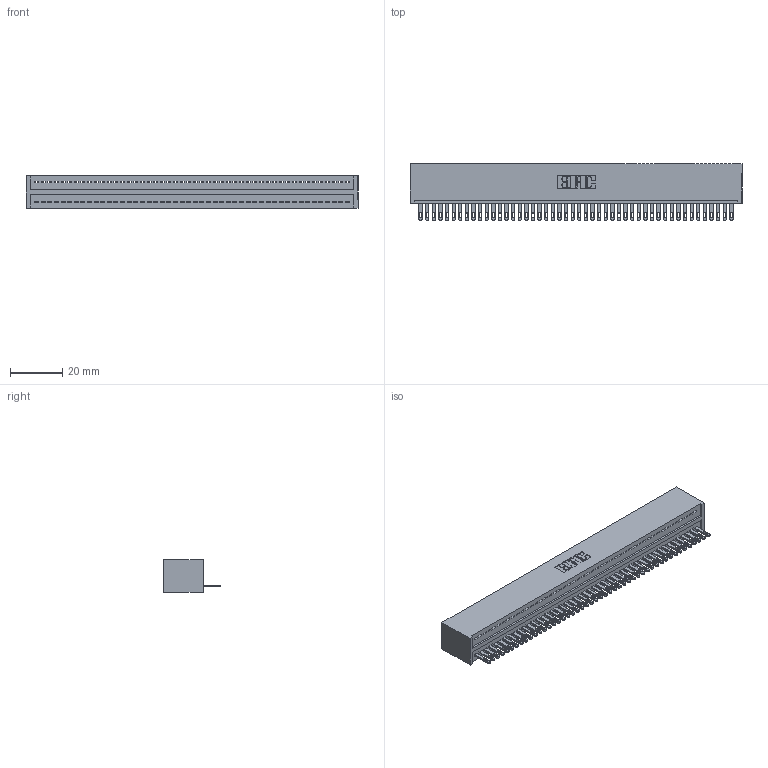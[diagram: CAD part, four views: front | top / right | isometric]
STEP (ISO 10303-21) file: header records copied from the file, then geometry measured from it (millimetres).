
FILE_DESCRIPTION (( 'STEP AP203' ), '1' );
FILE_NAME ('325-048-500-101.STEP', '2020-02-24T23:13:58', ( '' ), ( '' ), 'SwSTEP 2.0', 'SolidWorks 2016', '' );
FILE_SCHEMA (( 'CONFIG_CONTROL_DESIGN' ));
Length unit declared in the file: inch
Products named in the file (3): 325-292-001_325-293-100; 325 Part_Lugless; 325-048-500-101
Assembly tree (49 placements, depth 2):
  325-048-500-101
    325 Part_Lugless
    325-292-001_325-293-100  x48
Bounding box: 127.56 x 21.84 x 12.45 mm (x, y, z)
Volume: 16842.3 mm3; surface area: 19104.7 mm2
Topology: 49 solids, 49 shells, 2698 faces, 8351 edges, 5566 vertices
Faces by surface type: plane 1794, cylinder 904
Entity records: 28221 total; most frequent: CARTESIAN_POINT 4874, ORIENTED_EDGE 4858, DIRECTION 4093, EDGE_CURVE 2429, VECTOR 2305, LINE 2305, VERTEX_POINT 1618, AXIS2_PLACEMENT_3D 894
